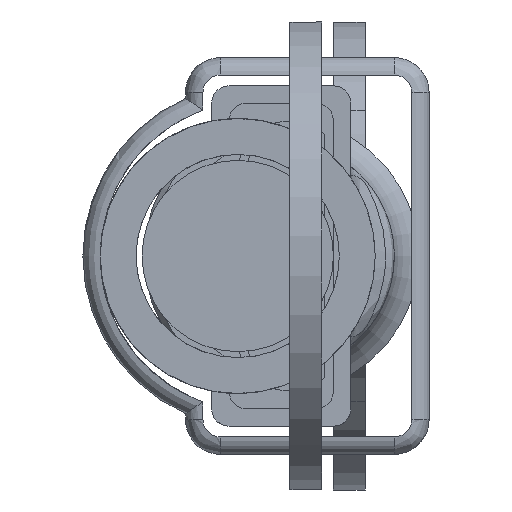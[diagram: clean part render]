
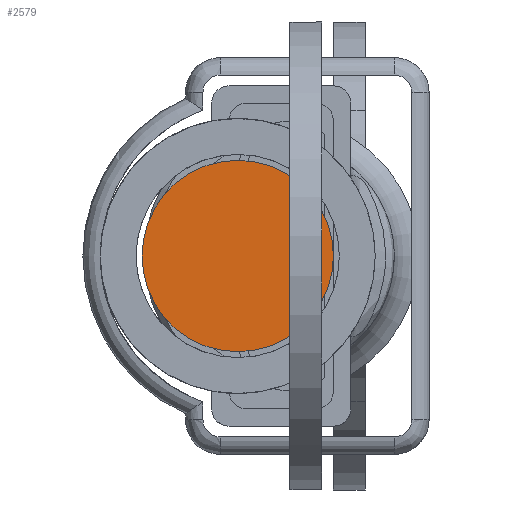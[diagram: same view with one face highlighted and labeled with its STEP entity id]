
A CAD part, left-side view. The second image highlights one B-rep face of the part: STEP entity #2579.
In plain terms, the highlighted face is planar.
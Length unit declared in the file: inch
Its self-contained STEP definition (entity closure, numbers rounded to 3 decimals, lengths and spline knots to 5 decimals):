
#40=FACE_BOUND('',#958,.T.);
#83=PLANE('',#2922);
#253=LINE('',#4945,#434);
#434=VECTOR('',#3591,10.);
#647=CIRCLE('',#2901,2.75);
#648=CIRCLE('',#2903,2.413);
#804=FACE_OUTER_BOUND('',#957,.T.);
#957=EDGE_LOOP('',(#2158));
#958=EDGE_LOOP('',(#2159,#2160));
#1183=VERTEX_POINT('',#4839);
#1184=VERTEX_POINT('',#4843);
#1185=VERTEX_POINT('',#4844);
#1508=EDGE_CURVE('',#1183,#1183,#647,.T.);
#1509=EDGE_CURVE('',#1184,#1185,#648,.T.);
#1535=EDGE_CURVE('',#1184,#1185,#253,.T.);
#2158=ORIENTED_EDGE('',*,*,#1508,.F.);
#2159=ORIENTED_EDGE('',*,*,#1535,.T.);
#2160=ORIENTED_EDGE('',*,*,#1509,.F.);
#2579=ADVANCED_FACE('',(#804,#40),#83,.F.);
#2901=AXIS2_PLACEMENT_3D('',#4841,#3536,#3537);
#2903=AXIS2_PLACEMENT_3D('',#4845,#3540,#3541);
#2922=AXIS2_PLACEMENT_3D('',#4946,#3592,#3593);
#3536=DIRECTION('center_axis',(-1.,0.,0.));
#3537=DIRECTION('ref_axis',(0.,0.,1.));
#3540=DIRECTION('center_axis',(1.,0.,0.));
#3541=DIRECTION('ref_axis',(0.,-1.,0.));
#3591=DIRECTION('',(0.,0.,-1.));
#3592=DIRECTION('center_axis',(-1.,0.,0.));
#3593=DIRECTION('ref_axis',(0.,0.,1.));
#4839=CARTESIAN_POINT('',(127.,0.,-2.75));
#4841=CARTESIAN_POINT('Origin',(127.,0.,0.));
#4843=CARTESIAN_POINT('',(127.,-1.5,1.89012));
#4844=CARTESIAN_POINT('',(127.,-1.5,-1.89012));
#4845=CARTESIAN_POINT('Origin',(127.,0.,0.));
#4945=CARTESIAN_POINT('',(127.,-1.5,0.94506));
#4946=CARTESIAN_POINT('Origin',(127.,0.,0.));
